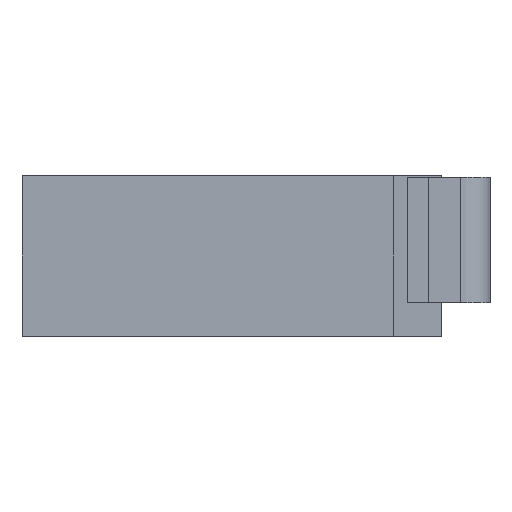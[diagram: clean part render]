
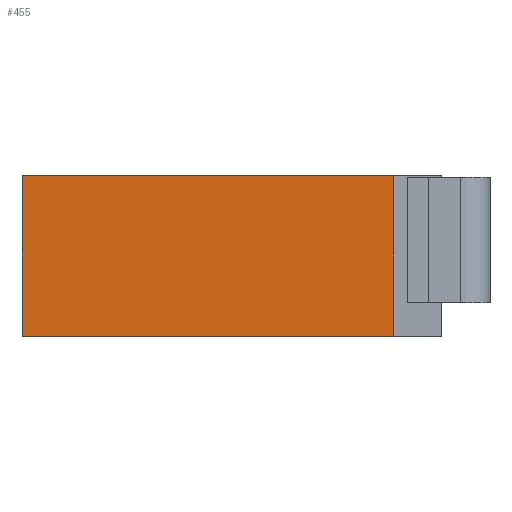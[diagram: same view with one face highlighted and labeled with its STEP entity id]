
A CAD part, front view. The second image highlights one B-rep face of the part: STEP entity #455.
In plain terms, the highlighted planar face has unit normal (0, -1, 0).
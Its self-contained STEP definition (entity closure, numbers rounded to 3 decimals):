
#43=FACE_OUTER_BOUND('',#67,.T.);
#67=EDGE_LOOP('',(#384,#385,#386,#387));
#114=LINE('',#719,#168);
#117=LINE('',#724,#171);
#119=LINE('',#728,#173);
#121=LINE('',#731,#175);
#168=VECTOR('',#597,10.);
#171=VECTOR('',#602,10.);
#173=VECTOR('',#606,10.);
#175=VECTOR('',#610,10.);
#210=VERTEX_POINT('',#717);
#211=VERTEX_POINT('',#718);
#212=VERTEX_POINT('',#723);
#213=VERTEX_POINT('',#727);
#264=EDGE_CURVE('',#210,#211,#114,.T.);
#267=EDGE_CURVE('',#212,#210,#117,.T.);
#269=EDGE_CURVE('',#213,#212,#119,.T.);
#271=EDGE_CURVE('',#211,#213,#121,.T.);
#384=ORIENTED_EDGE('',*,*,#271,.F.);
#385=ORIENTED_EDGE('',*,*,#264,.F.);
#386=ORIENTED_EDGE('',*,*,#267,.F.);
#387=ORIENTED_EDGE('',*,*,#269,.F.);
#408=PLANE('',#502);
#455=ADVANCED_FACE('',(#43),#408,.F.);
#502=AXIS2_PLACEMENT_3D('',#732,#611,#612);
#597=DIRECTION('',(0.,0.,1.));
#602=DIRECTION('',(-1.,0.,0.));
#606=DIRECTION('',(0.,0.,-1.));
#610=DIRECTION('',(1.,0.,0.));
#611=DIRECTION('center_axis',(0.,1.,0.));
#612=DIRECTION('ref_axis',(0.,0.,1.));
#717=CARTESIAN_POINT('',(0.,0.,-11.5));
#718=CARTESIAN_POINT('',(0.,0.,0.));
#719=CARTESIAN_POINT('',(0.,0.,-11.5));
#723=CARTESIAN_POINT('',(26.6,0.,-11.5));
#724=CARTESIAN_POINT('',(26.6,0.,-11.5));
#727=CARTESIAN_POINT('',(26.6,0.,0.));
#728=CARTESIAN_POINT('',(26.6,0.,0.));
#731=CARTESIAN_POINT('',(0.,0.,0.));
#732=CARTESIAN_POINT('Origin',(13.3,0.,-5.75));
